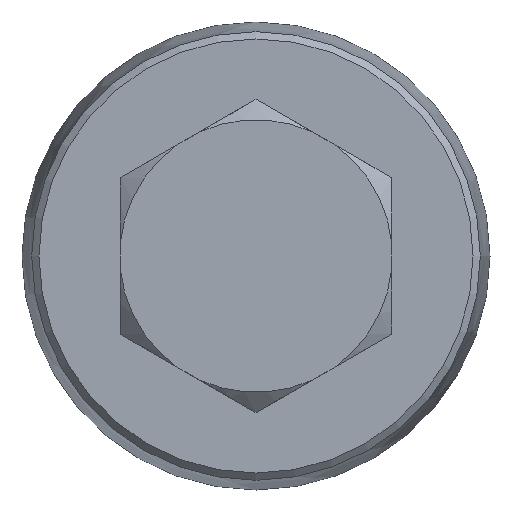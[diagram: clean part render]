
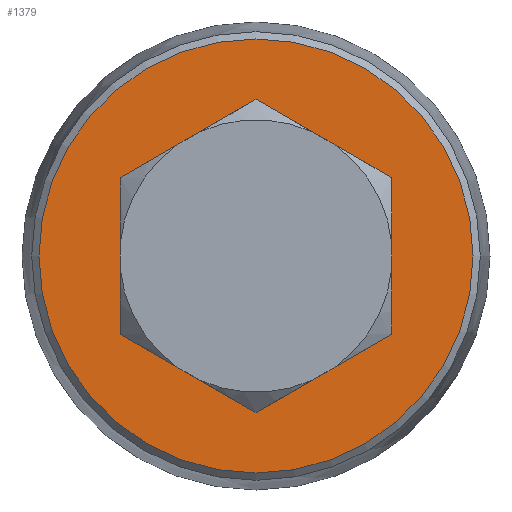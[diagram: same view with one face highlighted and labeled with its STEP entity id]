
A CAD part, front view. The second image highlights one B-rep face of the part: STEP entity #1379.
In plain terms, the highlighted planar face has unit normal (0, -1, 0).
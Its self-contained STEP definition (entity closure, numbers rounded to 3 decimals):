
#80=FACE_BOUND('',#225,.T.);
#93=PLANE('',#1581);
#142=FACE_OUTER_BOUND('',#224,.T.);
#224=EDGE_LOOP('',(#958));
#225=EDGE_LOOP('',(#959,#960));
#556=CIRCLE('',#1580,16.);
#557=CIRCLE('',#1582,9.);
#558=CIRCLE('',#1583,9.);
#616=VERTEX_POINT('',#2153);
#617=VERTEX_POINT('',#2157);
#618=VERTEX_POINT('',#2158);
#754=EDGE_CURVE('',#616,#616,#556,.T.);
#755=EDGE_CURVE('',#617,#618,#557,.T.);
#756=EDGE_CURVE('',#618,#617,#558,.T.);
#958=ORIENTED_EDGE('',*,*,#754,.F.);
#959=ORIENTED_EDGE('',*,*,#755,.T.);
#960=ORIENTED_EDGE('',*,*,#756,.T.);
#1379=ADVANCED_FACE('',(#142,#80),#93,.T.);
#1580=AXIS2_PLACEMENT_3D('',#2155,#1737,#1738);
#1581=AXIS2_PLACEMENT_3D('',#2156,#1739,#1740);
#1582=AXIS2_PLACEMENT_3D('',#2159,#1741,#1742);
#1583=AXIS2_PLACEMENT_3D('',#2160,#1743,#1744);
#1737=DIRECTION('center_axis',(0.,1.,0.));
#1738=DIRECTION('ref_axis',(1.,0.,0.));
#1739=DIRECTION('center_axis',(0.,-1.,0.));
#1740=DIRECTION('ref_axis',(0.,0.,-1.));
#1741=DIRECTION('center_axis',(0.,1.,0.));
#1742=DIRECTION('ref_axis',(-1.,0.,0.));
#1743=DIRECTION('center_axis',(0.,1.,0.));
#1744=DIRECTION('ref_axis',(-1.,0.,0.));
#2153=CARTESIAN_POINT('',(-16.,-19.749,0.));
#2155=CARTESIAN_POINT('Origin',(0.,-19.749,0.));
#2156=CARTESIAN_POINT('Origin',(-12.75,-19.749,0.));
#2157=CARTESIAN_POINT('',(-9.,-19.749,0.));
#2158=CARTESIAN_POINT('',(9.,-19.749,0.));
#2159=CARTESIAN_POINT('Origin',(0.,-19.749,0.));
#2160=CARTESIAN_POINT('Origin',(0.,-19.749,0.));
